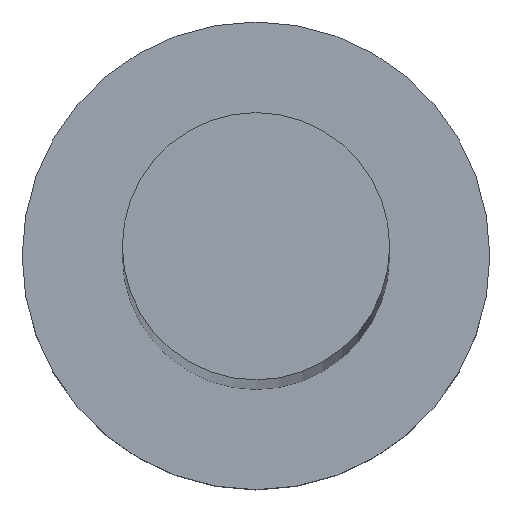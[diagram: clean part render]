
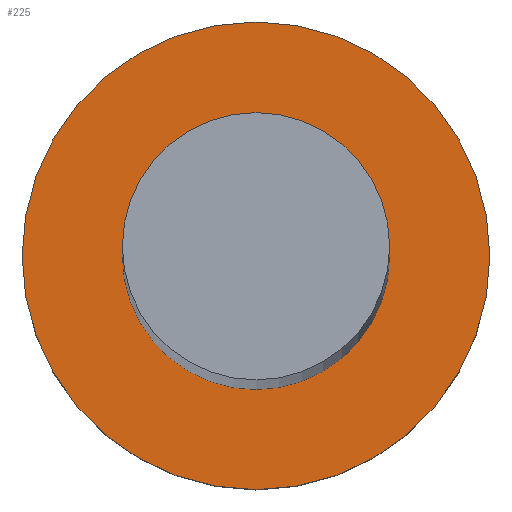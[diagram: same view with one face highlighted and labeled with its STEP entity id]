
A CAD part, top view. The second image highlights one B-rep face of the part: STEP entity #225.
In plain terms, the highlighted planar face has unit normal (0, 0, 1).
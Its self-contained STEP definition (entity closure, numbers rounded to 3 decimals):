
#5 = EDGE_CURVE ( 'NONE', #251, #98, #217, .T. ) ;
#16 = AXIS2_PLACEMENT_3D ( 'NONE', #86, #141, #243 ) ;
#19 = CARTESIAN_POINT ( 'NONE',  ( 0., 0., 5. ) ) ;
#29 = CIRCLE ( 'NONE', #16, 4. ) ;
#32 = VERTEX_POINT ( 'NONE', #216 ) ;
#45 = CARTESIAN_POINT ( 'NONE',  ( 0., 0., 5. ) ) ;
#46 = DIRECTION ( 'NONE',  ( 1., 0., 0. ) ) ;
#49 = AXIS2_PLACEMENT_3D ( 'NONE', #59, #99, #215 ) ;
#51 = CIRCLE ( 'NONE', #157, 7. ) ;
#57 = EDGE_CURVE ( 'NONE', #32, #79, #232, .T. ) ;
#59 = CARTESIAN_POINT ( 'NONE',  ( 0., 0., 5. ) ) ;
#65 = DIRECTION ( 'NONE',  ( 0., 0., 1. ) ) ;
#79 = VERTEX_POINT ( 'NONE', #202 ) ;
#81 = ORIENTED_EDGE ( 'NONE', *, *, #128, .F. ) ;
#84 = EDGE_LOOP ( 'NONE', ( #248, #115 ) ) ;
#86 = CARTESIAN_POINT ( 'NONE',  ( 0., 0., 5. ) ) ;
#98 = VERTEX_POINT ( 'NONE', #222 ) ;
#99 = DIRECTION ( 'NONE',  ( 0., 0., 1. ) ) ;
#100 = CARTESIAN_POINT ( 'NONE',  ( 0., 0., 5. ) ) ;
#115 = ORIENTED_EDGE ( 'NONE', *, *, #5, .T. ) ;
#121 = DIRECTION ( 'NONE',  ( 0., 0., 1. ) ) ;
#124 = AXIS2_PLACEMENT_3D ( 'NONE', #45, #121, #182 ) ;
#128 = EDGE_CURVE ( 'NONE', #79, #32, #29, .T. ) ;
#140 = FACE_BOUND ( 'NONE', #213, .T. ) ;
#141 = DIRECTION ( 'NONE',  ( 0., 0., 1. ) ) ;
#157 = AXIS2_PLACEMENT_3D ( 'NONE', #19, #65, #180 ) ;
#174 = ORIENTED_EDGE ( 'NONE', *, *, #57, .F. ) ;
#179 = DIRECTION ( 'NONE',  ( 0., 0., 1. ) ) ;
#180 = DIRECTION ( 'NONE',  ( 1., 0., 0. ) ) ;
#182 = DIRECTION ( 'NONE',  ( 1., 0., 0. ) ) ;
#194 = EDGE_CURVE ( 'NONE', #98, #251, #51, .T. ) ;
#202 = CARTESIAN_POINT ( 'NONE',  ( -4., 0., 5. ) ) ;
#207 = AXIS2_PLACEMENT_3D ( 'NONE', #100, #179, #46 ) ;
#213 = EDGE_LOOP ( 'NONE', ( #81, #174 ) ) ;
#215 = DIRECTION ( 'NONE',  ( 1., 0., 0. ) ) ;
#216 = CARTESIAN_POINT ( 'NONE',  ( 4., 0., 5. ) ) ;
#217 = CIRCLE ( 'NONE', #49, 7. ) ;
#222 = CARTESIAN_POINT ( 'NONE',  ( -7., 0., 5. ) ) ;
#223 = PLANE ( 'NONE',  #124 ) ;
#225 = ADVANCED_FACE ( 'NONE', ( #140, #226 ), #223, .T. ) ;
#226 = FACE_OUTER_BOUND ( 'NONE', #84, .T. ) ;
#227 = CARTESIAN_POINT ( 'NONE',  ( 7., 0., 5. ) ) ;
#232 = CIRCLE ( 'NONE', #207, 4. ) ;
#243 = DIRECTION ( 'NONE',  ( 1., 0., 0. ) ) ;
#248 = ORIENTED_EDGE ( 'NONE', *, *, #194, .T. ) ;
#251 = VERTEX_POINT ( 'NONE', #227 ) ;
